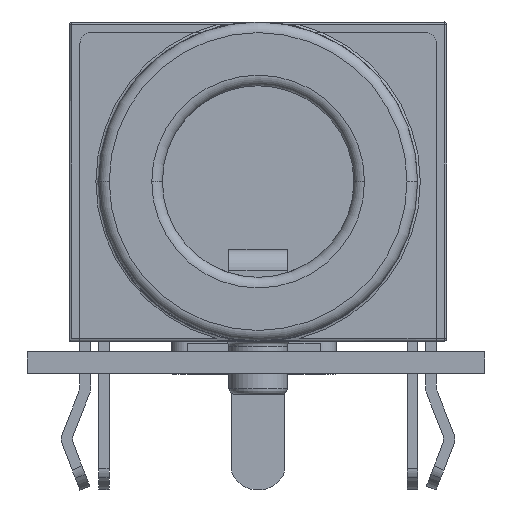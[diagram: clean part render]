
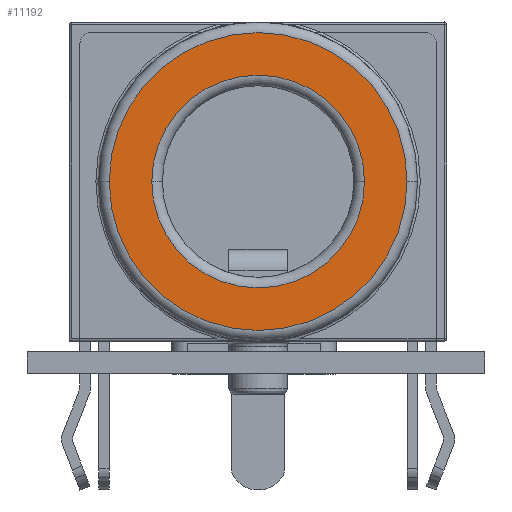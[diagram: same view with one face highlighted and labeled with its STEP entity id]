
A CAD part, front view. The second image highlights one B-rep face of the part: STEP entity #11192.
In plain terms, the highlighted face is planar.
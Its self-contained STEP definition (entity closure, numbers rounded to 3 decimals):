
#8519 = VERTEX_POINT('',#8520);
#8520 = CARTESIAN_POINT('',(0.,0.,2.8));
#8527 = EDGE_CURVE('',#8528,#8519,#8530,.T.);
#8528 = VERTEX_POINT('',#8529);
#8529 = CARTESIAN_POINT('',(0.,0.,-2.8));
#8530 = CIRCLE('',#8531,2.8);
#8531 = AXIS2_PLACEMENT_3D('',#8532,#8533,#8534);
#8532 = CARTESIAN_POINT('',(0.,0.,0.));
#8533 = DIRECTION('',(1.,0.,0.));
#8534 = DIRECTION('',(0.,0.,-1.));
#8551 = EDGE_CURVE('',#8552,#8554,#8556,.T.);
#8552 = VERTEX_POINT('',#8553);
#8553 = CARTESIAN_POINT('',(0.,0.,2.));
#8554 = VERTEX_POINT('',#8555);
#8555 = CARTESIAN_POINT('',(0.,0.,-2.));
#8556 = CIRCLE('',#8557,2.);
#8557 = AXIS2_PLACEMENT_3D('',#8558,#8559,#8560);
#8558 = CARTESIAN_POINT('',(0.,0.,0.));
#8559 = DIRECTION('',(-1.,-0.,-0.));
#8560 = DIRECTION('',(0.,0.,-1.));
#11192 = ADVANCED_FACE('',(#11193,#11203),#11213,.T.);
#11193 = FACE_BOUND('',#11194,.T.);
#11194 = EDGE_LOOP('',(#11195,#11202));
#11195 = ORIENTED_EDGE('',*,*,#11196,.T.);
#11196 = EDGE_CURVE('',#8554,#8552,#11197,.T.);
#11197 = CIRCLE('',#11198,2.);
#11198 = AXIS2_PLACEMENT_3D('',#11199,#11200,#11201);
#11199 = CARTESIAN_POINT('',(0.,0.,0.));
#11200 = DIRECTION('',(-1.,-0.,-0.));
#11201 = DIRECTION('',(0.,0.,-1.));
#11202 = ORIENTED_EDGE('',*,*,#8551,.T.);
#11203 = FACE_BOUND('',#11204,.T.);
#11204 = EDGE_LOOP('',(#11205,#11206));
#11205 = ORIENTED_EDGE('',*,*,#8527,.T.);
#11206 = ORIENTED_EDGE('',*,*,#11207,.T.);
#11207 = EDGE_CURVE('',#8519,#8528,#11208,.T.);
#11208 = CIRCLE('',#11209,2.8);
#11209 = AXIS2_PLACEMENT_3D('',#11210,#11211,#11212);
#11210 = CARTESIAN_POINT('',(0.,0.,0.));
#11211 = DIRECTION('',(1.,0.,0.));
#11212 = DIRECTION('',(0.,0.,-1.));
#11213 = PLANE('',#11214);
#11214 = AXIS2_PLACEMENT_3D('',#11215,#11216,#11217);
#11215 = CARTESIAN_POINT('',(0.,0.,0.));
#11216 = DIRECTION('',(1.,0.,0.));
#11217 = DIRECTION('',(0.,0.,-1.));
